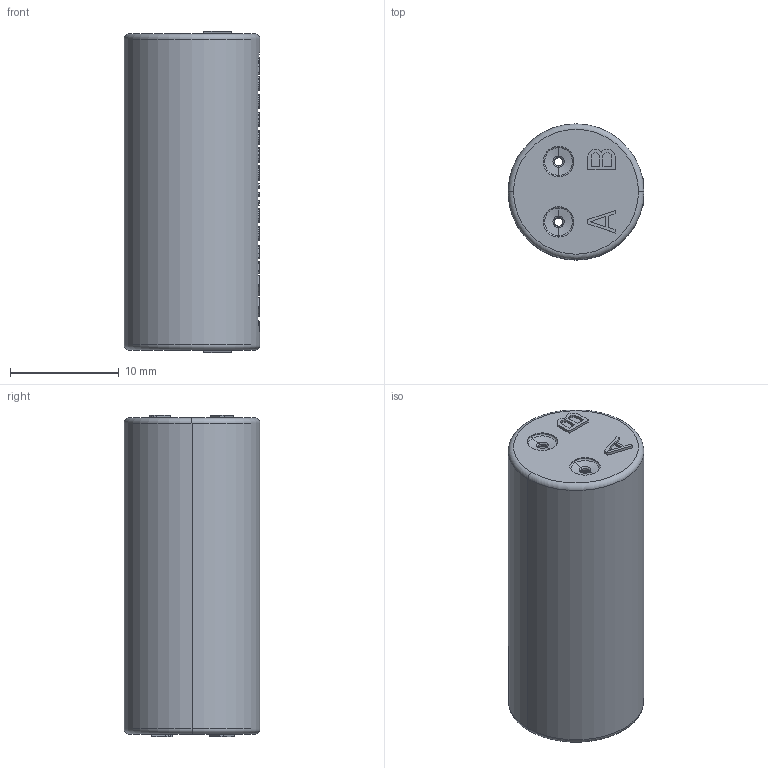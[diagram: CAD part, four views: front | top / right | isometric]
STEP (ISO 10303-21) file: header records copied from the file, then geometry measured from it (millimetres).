
FILE_DESCRIPTION((''),'2;1');
FILE_NAME('00111920202','2019-10-31T',('presta_be4'),(''),'CREO PARAMETRIC BY PTC INC, 2018360','CREO PARAMETRIC BY PTC INC, 2018360','');
FILE_SCHEMA(('CONFIG_CONTROL_DESIGN'));
Length unit declared in the file: millimetre
Products named in the file (1): 00111920202
Bounding box: 12.5 x 12.5 x 29.6 mm (x, y, z)
Volume: 2967.4 mm3; surface area: 2156.4 mm2
Topology: 1 solids, 1 shells, 815 faces, 2139 edges, 1374 vertices
Faces by surface type: plane 527, extrusion 100, torus 80, cylinder 76, cone 32
Entity records: 25084 total; most frequent: CARTESIAN_POINT 5131, ORIENTED_EDGE 4278, DIRECTION 3763, EDGE_CURVE 2139, VECTOR 1737, LINE 1637, VERTEX_POINT 1374, AXIS2_PLACEMENT_3D 1013
